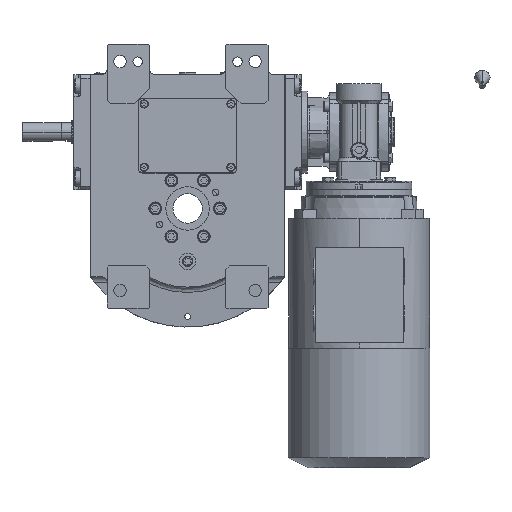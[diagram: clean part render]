
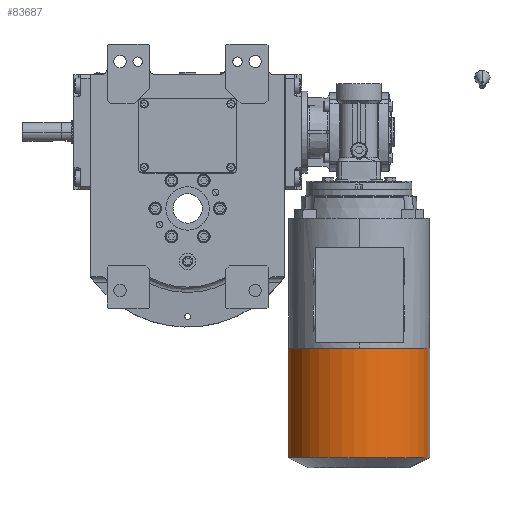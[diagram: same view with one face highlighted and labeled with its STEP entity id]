
A CAD part, front view. The second image highlights one B-rep face of the part: STEP entity #83687.
In plain terms, the highlighted cylindrical face has radius 60.5 mm (diameter 121 mm), a partial arc.
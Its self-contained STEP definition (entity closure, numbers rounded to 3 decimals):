
#1874 = CIRCLE ( 'NONE', #58855, 60.5 ) ;
#4701 = FACE_OUTER_BOUND ( 'NONE', #78687, .T. ) ;
#8045 = DIRECTION ( 'NONE',  ( 1., 0., 0. ) ) ;
#9041 = CARTESIAN_POINT ( 'NONE',  ( -64.811, -6.286, 0. ) ) ;
#9514 = LINE ( 'NONE', #15662, #43837 ) ;
#9797 = ORIENTED_EDGE ( 'NONE', *, *, #96537, .F. ) ;
#11810 = CARTESIAN_POINT ( 'NONE',  ( -26.951, -6.286, 0. ) ) ;
#12318 = DIRECTION ( 'NONE',  ( -1., 0., 0. ) ) ;
#15662 = CARTESIAN_POINT ( 'NONE',  ( -158.212, -20.922, -58.703 ) ) ;
#16559 = DIRECTION ( 'NONE',  ( -1., 0., 0. ) ) ;
#17084 = VERTEX_POINT ( 'NONE', #57768 ) ;
#18315 = LINE ( 'NONE', #72871, #22018 ) ;
#22018 = VECTOR ( 'NONE', #71374, 1000. ) ;
#28577 = CARTESIAN_POINT ( 'NONE',  ( -64.811, 8.35, 58.703 ) ) ;
#35223 = CARTESIAN_POINT ( 'NONE',  ( -158.212, -20.922, -58.703 ) ) ;
#39247 = EDGE_CURVE ( 'NONE', #76117, #17084, #18315, .T. ) ;
#39936 = ORIENTED_EDGE ( 'NONE', *, *, #72217, .F. ) ;
#40209 = VERTEX_POINT ( 'NONE', #35223 ) ;
#43837 = VECTOR ( 'NONE', #78850, 1000. ) ;
#47133 = CARTESIAN_POINT ( 'NONE',  ( -158.212, -6.286, 0. ) ) ;
#47618 = DIRECTION ( 'NONE',  ( 0., 0.242, 0.97 ) ) ;
#48910 = CIRCLE ( 'NONE', #52211, 60.5 ) ;
#52211 = AXIS2_PLACEMENT_3D ( 'NONE', #9041, #8045, #55973 ) ;
#52357 = CARTESIAN_POINT ( 'NONE',  ( -64.811, -20.922, -58.703 ) ) ;
#55973 = DIRECTION ( 'NONE',  ( 0., -0.242, -0.97 ) ) ;
#57768 = CARTESIAN_POINT ( 'NONE',  ( -158.212, 8.35, 58.703 ) ) ;
#58855 = AXIS2_PLACEMENT_3D ( 'NONE', #47133, #16559, #47618 ) ;
#66899 = DIRECTION ( 'NONE',  ( 0., 0.242, 0.97 ) ) ;
#69734 = ORIENTED_EDGE ( 'NONE', *, *, #70331, .F. ) ;
#70331 = EDGE_CURVE ( 'NONE', #40209, #99750, #9514, .T. ) ;
#71374 = DIRECTION ( 'NONE',  ( -1., 0., 0. ) ) ;
#72217 = EDGE_CURVE ( 'NONE', #17084, #40209, #1874, .T. ) ;
#72871 = CARTESIAN_POINT ( 'NONE',  ( -64.811, 8.35, 58.703 ) ) ;
#76117 = VERTEX_POINT ( 'NONE', #28577 ) ;
#78687 = EDGE_LOOP ( 'NONE', ( #9797, #69734, #39936, #93351 ) ) ;
#78850 = DIRECTION ( 'NONE',  ( 1., 0., 0. ) ) ;
#81655 = CYLINDRICAL_SURFACE ( 'NONE', #89902, 60.5 ) ;
#83687 = ADVANCED_FACE ( 'NONE', ( #4701 ), #81655, .T. ) ;
#89902 = AXIS2_PLACEMENT_3D ( 'NONE', #11810, #12318, #66899 ) ;
#93351 = ORIENTED_EDGE ( 'NONE', *, *, #39247, .F. ) ;
#96537 = EDGE_CURVE ( 'NONE', #99750, #76117, #48910, .T. ) ;
#99750 = VERTEX_POINT ( 'NONE', #52357 ) ;
